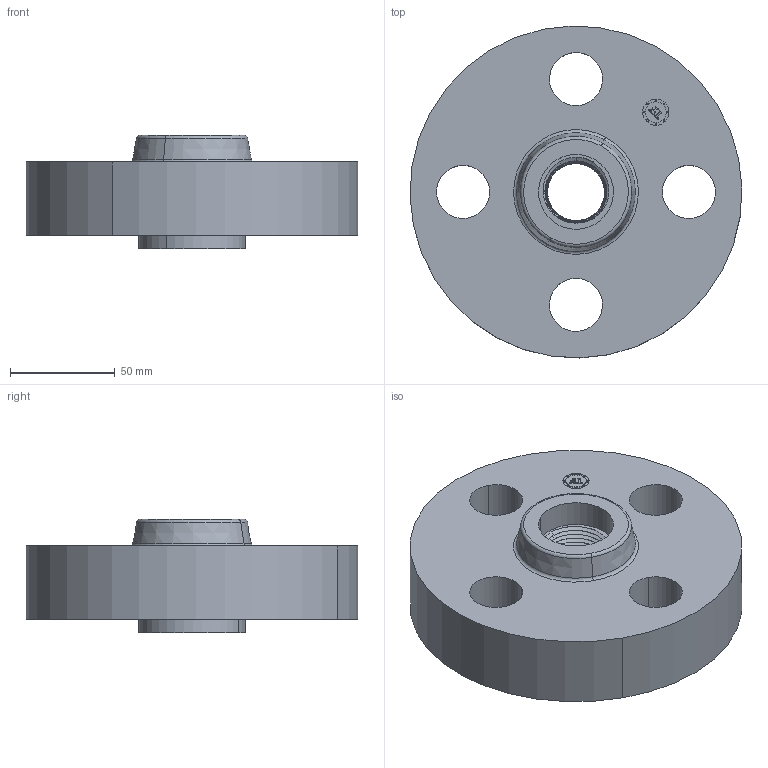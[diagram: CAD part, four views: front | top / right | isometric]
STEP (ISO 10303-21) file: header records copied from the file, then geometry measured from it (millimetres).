
FILE_DESCRIPTION(('3D STEP'),'2;1');
FILE_NAME('1-2500-THREADED-RF-FLANGE.stp','2013-03-16T07:51:29+00:00',('Texas Flange'),(''),'CATIA Version 5 Release 20 SP 6 (IN-10)','CATIA V5 STEP AP214','800-826-3801');
FILE_SCHEMA(('AUTOMOTIVE_DESIGN { 1 0 10303 214 1 1 1 1 }'));
Length unit declared in the file: inch
Products named in the file (1): 1-2500-THREADED-RF-FLANGE
Bounding box: 158.71 x 158.71 x 54.1 mm (x, y, z)
Volume: 623240.1 mm3; surface area: 74338.6 mm2
Topology: 1 solids, 1 shells, 603 faces, 1628 edges, 1047 vertices
Faces by surface type: plane 370, bspline 155, cone 40, cylinder 34, torus 4
Entity records: 24688 total; most frequent: CARTESIAN_POINT 8575, ORIENTED_EDGE 3256, DIRECTION 1933, EDGE_CURVE 1628, VECTOR 1117, LINE 1117, VERTEX_POINT 1047, EDGE_LOOP 633
